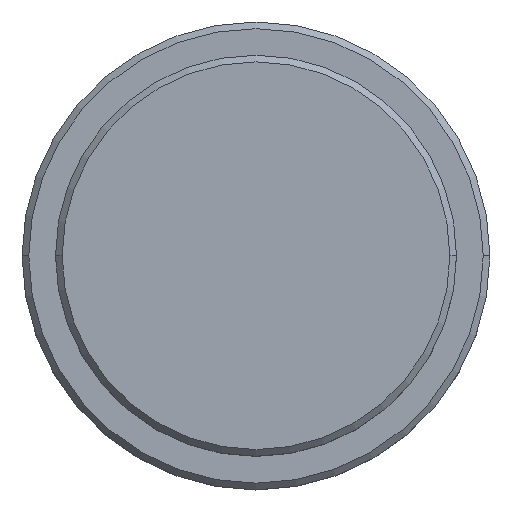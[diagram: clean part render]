
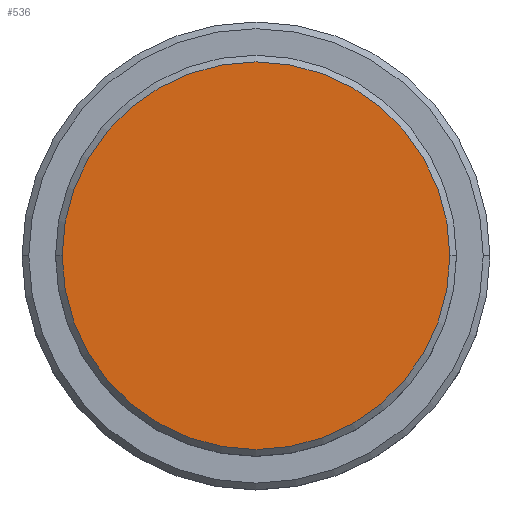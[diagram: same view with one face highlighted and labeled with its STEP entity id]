
A CAD part, top view. The second image highlights one B-rep face of the part: STEP entity #536.
In plain terms, the highlighted planar face has unit normal (0, 0, 1).
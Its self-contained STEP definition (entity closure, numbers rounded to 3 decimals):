
#126 = DIRECTION ( 'NONE',  ( 1., 0., 0. ) ) ;
#143 = CARTESIAN_POINT ( 'NONE',  ( 0., 0., 0. ) ) ;
#225 = DIRECTION ( 'NONE',  ( 1., 0., 0. ) ) ;
#248 = AXIS2_PLACEMENT_3D ( 'NONE', #1080, #532, #225 ) ;
#281 = DIRECTION ( 'NONE',  ( 0., 0., 1. ) ) ;
#375 = DIRECTION ( 'NONE',  ( 0., 0., 1. ) ) ;
#476 = AXIS2_PLACEMENT_3D ( 'NONE', #1366, #281, #1062 ) ;
#492 = PLANE ( 'NONE',  #476 ) ;
#532 = DIRECTION ( 'NONE',  ( 0., 0., 1. ) ) ;
#536 = ADVANCED_FACE ( 'NONE', ( #1378 ), #492, .T. ) ;
#569 = VERTEX_POINT ( 'NONE', #823 ) ;
#653 = EDGE_LOOP ( 'NONE', ( #1353, #894 ) ) ;
#823 = CARTESIAN_POINT ( 'NONE',  ( 14.5, 0., 0. ) ) ;
#841 = CIRCLE ( 'NONE', #1030, 14.5 ) ;
#894 = ORIENTED_EDGE ( 'NONE', *, *, #1046, .T. ) ;
#1030 = AXIS2_PLACEMENT_3D ( 'NONE', #143, #375, #126 ) ;
#1046 = EDGE_CURVE ( 'NONE', #569, #1266, #841, .T. ) ;
#1062 = DIRECTION ( 'NONE',  ( 1., 0., 0. ) ) ;
#1080 = CARTESIAN_POINT ( 'NONE',  ( 0., 0., 0. ) ) ;
#1266 = VERTEX_POINT ( 'NONE', #1269 ) ;
#1269 = CARTESIAN_POINT ( 'NONE',  ( -14.5, 0., 0. ) ) ;
#1298 = CIRCLE ( 'NONE', #248, 14.5 ) ;
#1353 = ORIENTED_EDGE ( 'NONE', *, *, #1394, .T. ) ;
#1366 = CARTESIAN_POINT ( 'NONE',  ( 0., 0., 0. ) ) ;
#1378 = FACE_OUTER_BOUND ( 'NONE', #653, .T. ) ;
#1394 = EDGE_CURVE ( 'NONE', #1266, #569, #1298, .T. ) ;
